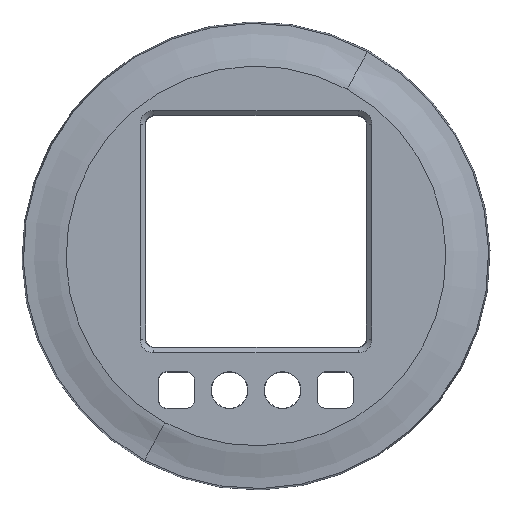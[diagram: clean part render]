
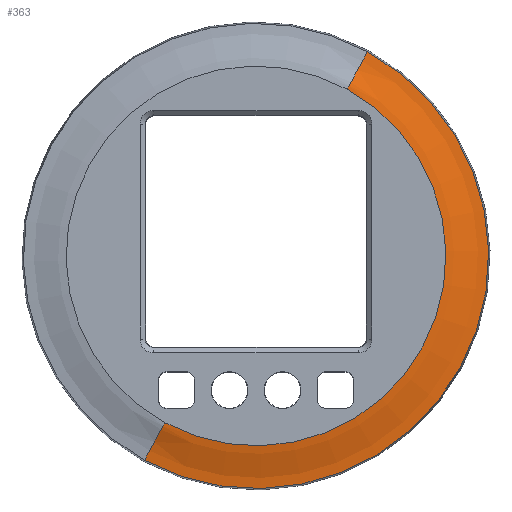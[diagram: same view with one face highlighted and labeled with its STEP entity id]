
A CAD part, top view. The second image highlights one B-rep face of the part: STEP entity #363.
In plain terms, the highlighted face is a revolution surface.
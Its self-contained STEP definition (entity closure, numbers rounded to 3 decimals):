
#349=AXIS2_PLACEMENT_3D('Circle Axis2P3D',#347,#348,$) ;
#354=AXIS2_PLACEMENT_3D('Circle Axis2P3D',#352,#353,$) ;
#263=CARTESIAN_POINT('Vertex',(12.629,23.117,8.511)) ;
#265=CARTESIAN_POINT('Vertex',(-12.629,-23.117,8.511)) ;
#269=CARTESIAN_POINT('Control Point',(-10.308,-18.868,9.5)) ;
#270=CARTESIAN_POINT('Control Point',(-10.385,-19.01,9.5)) ;
#271=CARTESIAN_POINT('Control Point',(-10.461,-19.148,9.49)) ;
#272=CARTESIAN_POINT('Control Point',(-10.534,-19.282,9.469)) ;
#273=CARTESIAN_POINT('Control Point',(-10.675,-19.54,9.406)) ;
#274=CARTESIAN_POINT('Control Point',(-10.812,-19.792,9.312)) ;
#275=CARTESIAN_POINT('Control Point',(-10.881,-19.917,9.26)) ;
#276=CARTESIAN_POINT('Control Point',(-11.023,-20.178,9.145)) ;
#277=CARTESIAN_POINT('Control Point',(-11.176,-20.457,9.027)) ;
#278=CARTESIAN_POINT('Control Point',(-11.257,-20.606,8.969)) ;
#279=CARTESIAN_POINT('Control Point',(-11.492,-21.037,8.818)) ;
#280=CARTESIAN_POINT('Control Point',(-11.754,-21.516,8.701)) ;
#281=CARTESIAN_POINT('Control Point',(-11.932,-21.841,8.644)) ;
#282=CARTESIAN_POINT('Control Point',(-12.178,-22.291,8.585)) ;
#283=CARTESIAN_POINT('Control Point',(-12.429,-22.752,8.542)) ;
#284=CARTESIAN_POINT('Control Point',(-12.496,-22.873,8.531)) ;
#285=CARTESIAN_POINT('Control Point',(-12.562,-22.995,8.521)) ;
#286=CARTESIAN_POINT('Control Point',(-12.629,-23.117,8.511)) ;
#287=CARTESIAN_POINT('Vertex',(-10.308,-18.868,9.5)) ;
#294=CARTESIAN_POINT('Vertex',(10.308,18.868,9.5)) ;
#298=CARTESIAN_POINT('Control Point',(10.308,18.868,9.5)) ;
#299=CARTESIAN_POINT('Control Point',(10.385,19.01,9.5)) ;
#300=CARTESIAN_POINT('Control Point',(10.461,19.148,9.49)) ;
#301=CARTESIAN_POINT('Control Point',(10.534,19.282,9.469)) ;
#302=CARTESIAN_POINT('Control Point',(10.675,19.54,9.406)) ;
#303=CARTESIAN_POINT('Control Point',(10.812,19.792,9.312)) ;
#304=CARTESIAN_POINT('Control Point',(10.881,19.917,9.26)) ;
#305=CARTESIAN_POINT('Control Point',(11.023,20.178,9.145)) ;
#306=CARTESIAN_POINT('Control Point',(11.176,20.457,9.027)) ;
#307=CARTESIAN_POINT('Control Point',(11.257,20.606,8.969)) ;
#308=CARTESIAN_POINT('Control Point',(11.492,21.037,8.818)) ;
#309=CARTESIAN_POINT('Control Point',(11.754,21.516,8.701)) ;
#310=CARTESIAN_POINT('Control Point',(11.932,21.841,8.644)) ;
#311=CARTESIAN_POINT('Control Point',(12.178,22.291,8.585)) ;
#312=CARTESIAN_POINT('Control Point',(12.429,22.752,8.542)) ;
#313=CARTESIAN_POINT('Control Point',(12.496,22.873,8.531)) ;
#314=CARTESIAN_POINT('Control Point',(12.562,22.995,8.521)) ;
#315=CARTESIAN_POINT('Control Point',(12.629,23.117,8.511)) ;
#325=CARTESIAN_POINT('Control Point',(0.,21.5,9.5)) ;
#326=CARTESIAN_POINT('Control Point',(0.,21.661,9.5)) ;
#327=CARTESIAN_POINT('Control Point',(0.,21.819,9.49)) ;
#328=CARTESIAN_POINT('Control Point',(0.,21.971,9.469)) ;
#329=CARTESIAN_POINT('Control Point',(0.,22.266,9.406)) ;
#330=CARTESIAN_POINT('Control Point',(0.,22.553,9.312)) ;
#331=CARTESIAN_POINT('Control Point',(0.,22.695,9.26)) ;
#332=CARTESIAN_POINT('Control Point',(0.,22.993,9.145)) ;
#333=CARTESIAN_POINT('Control Point',(0.,23.31,9.027)) ;
#334=CARTESIAN_POINT('Control Point',(0.,23.48,8.969)) ;
#335=CARTESIAN_POINT('Control Point',(0.,23.971,8.818)) ;
#336=CARTESIAN_POINT('Control Point',(0.,24.517,8.701)) ;
#337=CARTESIAN_POINT('Control Point',(0.,24.887,8.644)) ;
#338=CARTESIAN_POINT('Control Point',(0.,25.4,8.585)) ;
#339=CARTESIAN_POINT('Control Point',(0.,25.926,8.542)) ;
#340=CARTESIAN_POINT('Control Point',(0.,26.064,8.531)) ;
#341=CARTESIAN_POINT('Control Point',(0.,26.203,8.521)) ;
#342=CARTESIAN_POINT('Control Point',(0.,26.342,8.511)) ;
#343=CARTESIAN_POINT('Axis1P Location',(0.,0.,6.)) ;
#347=CARTESIAN_POINT('Axis2P3D Location',(0.,0.,8.511)) ;
#352=CARTESIAN_POINT('Axis2P3D Location',(0.,0.,9.5)) ;
#344=DIRECTION('Axis1P Direction',(0.,0.,-1.)) ;
#348=DIRECTION('Axis2P3D Direction',(0.,0.,-1.)) ;
#353=DIRECTION('Axis2P3D Direction',(0.,0.,-1.)) ;
#345=AXIS1_PLACEMENT('Revolution Surface Axis1P',#343,#344) ;
#358=ORIENTED_EDGE('',*,*,#351,.T.) ;
#359=ORIENTED_EDGE('',*,*,#316,.T.) ;
#360=ORIENTED_EDGE('',*,*,#356,.T.) ;
#361=ORIENTED_EDGE('',*,*,#289,.F.) ;
#363=ADVANCED_FACE('Corps principal',(#362),#346,.T.) ;
#268=B_SPLINE_CURVE_WITH_KNOTS('',5,(#269,#270,#271,#272,#273,#274,#275,#276,#277,#278,#279,#280,#281,#282,#283,#284,#285,#286),.UNSPECIFIED.,.F.,.U.,(6,3,3,3,3,6),(0.,1.293,2.562,3.906,6.262,7.101),.UNSPECIFIED.) ;
#297=B_SPLINE_CURVE_WITH_KNOTS('',5,(#298,#299,#300,#301,#302,#303,#304,#305,#306,#307,#308,#309,#310,#311,#312,#313,#314,#315),.UNSPECIFIED.,.F.,.U.,(6,3,3,3,3,6),(0.,1.293,2.562,3.906,6.262,7.101),.UNSPECIFIED.) ;
#324=B_SPLINE_CURVE_WITH_KNOTS('',5,(#325,#326,#327,#328,#329,#330,#331,#332,#333,#334,#335,#336,#337,#338,#339,#340,#341,#342),.UNSPECIFIED.,.F.,.U.,(6,3,3,3,3,6),(0.,1.293,2.562,3.906,6.262,7.101),.UNSPECIFIED.) ;
#350=CIRCLE('generated circle',#349,26.342) ;
#355=CIRCLE('generated circle',#354,21.5) ;
#289=EDGE_CURVE('',#266,#288,#268,.F.) ;
#316=EDGE_CURVE('',#264,#295,#297,.F.) ;
#351=EDGE_CURVE('',#266,#264,#350,.F.) ;
#356=EDGE_CURVE('',#295,#288,#355,.T.) ;
#357=EDGE_LOOP('',(#358,#359,#360,#361)) ;
#362=FACE_OUTER_BOUND('',#357,.T.) ;
#346=SURFACE_OF_REVOLUTION('Surface of Revolution',#324,#345) ;
#264=VERTEX_POINT('',#263) ;
#266=VERTEX_POINT('',#265) ;
#288=VERTEX_POINT('',#287) ;
#295=VERTEX_POINT('',#294) ;
